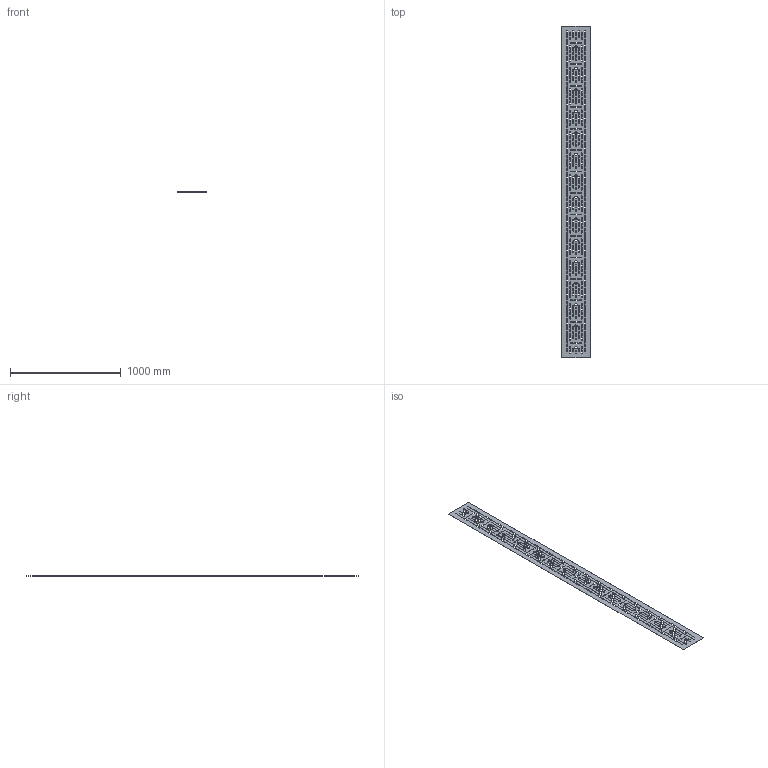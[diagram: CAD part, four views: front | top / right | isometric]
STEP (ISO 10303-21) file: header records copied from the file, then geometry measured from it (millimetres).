
FILE_DESCRIPTION (( 'STEP AP203' ), '1' );
FILE_NAME ('UDM 303.STEP', '2015-03-30T13:09:01', ( '' ), ( '' ), 'SwSTEP 2.0', 'SolidWorks 2014', '' );
FILE_SCHEMA (( 'CONFIG_CONTROL_DESIGN' ));
Products named in the file (1): UDM 303
Bounding box: 260 x 3000 x 1 mm (x, y, z)
Volume: 693759.1 mm3; surface area: 1422795.1 mm2
Topology: 1 solids, 1 shells, 1851 faces, 5547 edges, 3698 vertices
Faces by surface type: cylinder 975, plane 876
Entity records: 64928 total; most frequent: DIRECTION 11201, CARTESIAN_POINT 11097, ORIENTED_EDGE 11094, EDGE_CURVE 5547, AXIS2_PLACEMENT_3D 3802, VERTEX_POINT 3698, LINE 3597, VECTOR 3597
